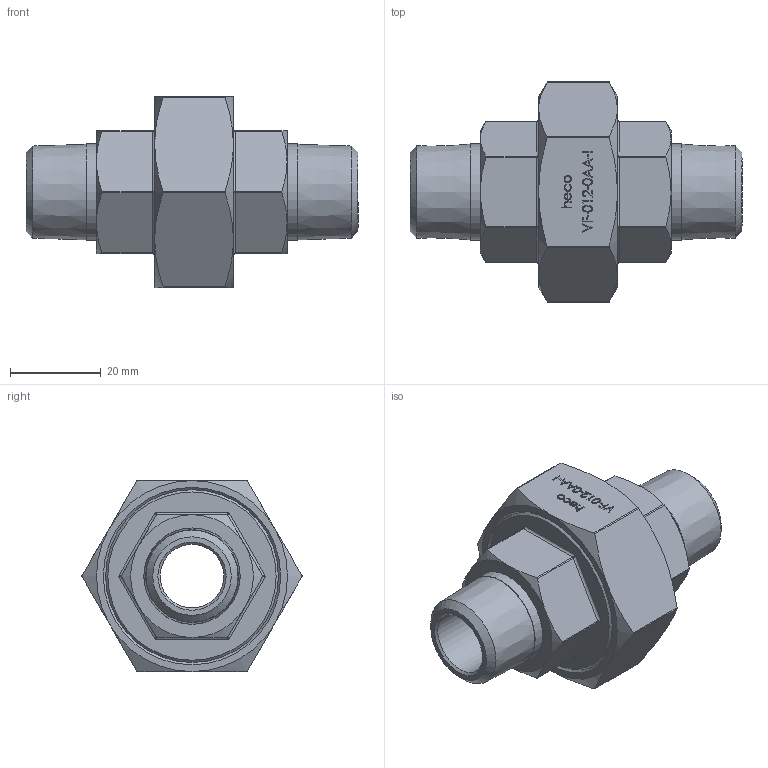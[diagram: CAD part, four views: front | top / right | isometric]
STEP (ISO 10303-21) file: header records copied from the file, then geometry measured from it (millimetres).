
FILE_DESCRIPTION (( 'STEP AP214' ), '1' );
FILE_NAME ('heco_VF-012-0AA-I.STEP', '2016-07-05T16:08:03', ( '' ), ( '' ), 'SwSTEP 2.0', 'SolidWorks 2011', '' );
FILE_SCHEMA (( 'AUTOMOTIVE_DESIGN' ));
Length unit declared in the file: millimetre
Products named in the file (1): heco_VF-012-0AA-I
Bounding box: 73 x 48.4 x 42.05 mm (x, y, z)
Volume: 37186.4 mm3; surface area: 13071.8 mm2
Topology: 1 solids, 1 shells, 276 faces, 669 edges, 415 vertices
Faces by surface type: plane 132, bspline 71, cylinder 38, cone 34, torus 1
Full cylindrical faces by diameter (mm): 14 x2, 18 x1, 21.195 x2, 36 x1, 37.4 x1, 38 x1
Entity records: 13281 total; most frequent: CARTESIAN_POINT 5911, ORIENTED_EDGE 1274, DIRECTION 875, EDGE_CURVE 637, VERTEX_POINT 414, LINE 359, VECTOR 359, EDGE_LOOP 329
